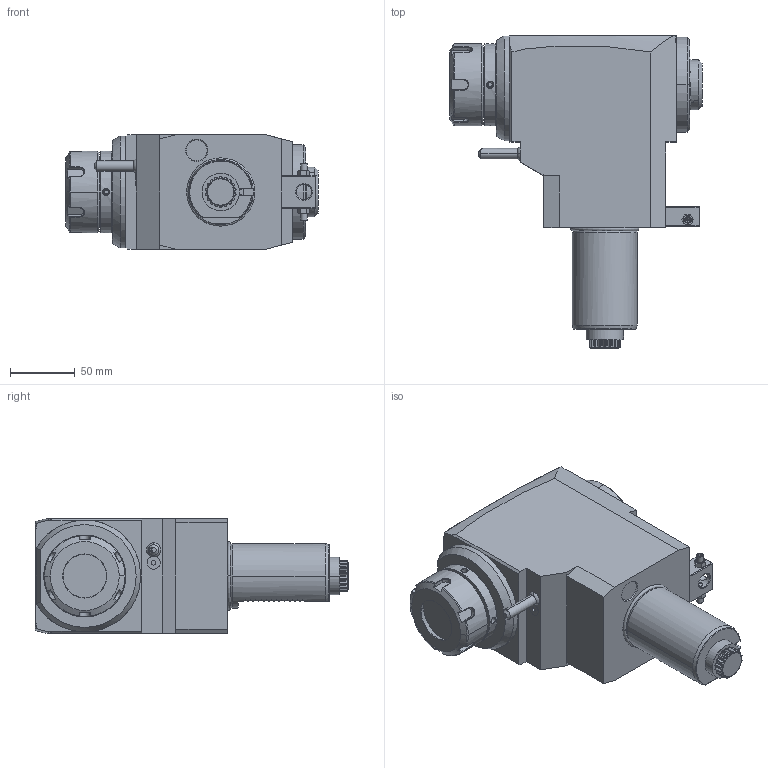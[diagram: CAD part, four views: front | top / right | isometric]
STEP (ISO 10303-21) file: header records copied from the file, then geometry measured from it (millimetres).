
FILE_DESCRIPTION((''),'2;1');
FILE_NAME('NGT1_50_231_40_3_2_110','2023-04-10T',('vali'),('NOVA GRUP'),'PRO/ENGINEER BY PARAMETRIC TECHNOLOGY CORPORATION, 2010280','PRO/ENGINEER BY PARAMETRIC TECHNOLOGY CORPORATION, 2010280','');
FILE_SCHEMA(('CONFIG_CONTROL_DESIGN'));
Length unit declared in the file: millimetre
Products named in the file (1): NGT1_50_231_40_3_2_110
Bounding box: 193.9 x 241 x 88 mm (x, y, z)
Volume: 1857136.7 mm3; surface area: 115787.5 mm2
Topology: 1 solids, 1 shells, 525 faces, 1374 edges, 862 vertices
Faces by surface type: plane 207, cylinder 165, cone 95, bspline 42, torus 12, extrusion 2, sphere 2
Entity records: 23169 total; most frequent: CARTESIAN_POINT 11110, ORIENTED_EDGE 2724, DIRECTION 2160, EDGE_CURVE 1362, VERTEX_POINT 862, AXIS2_PLACEMENT_3D 777, VECTOR 606, LINE 604
